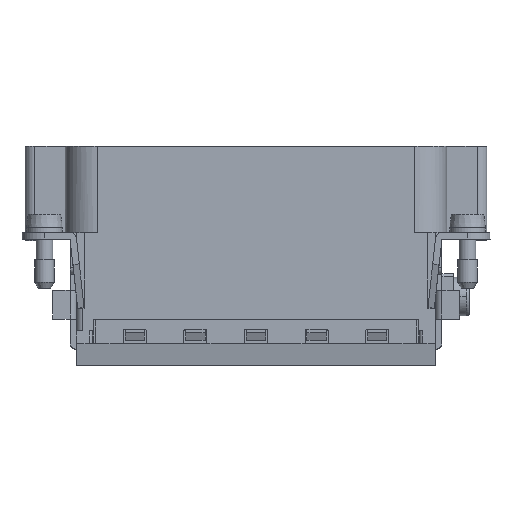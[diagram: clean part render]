
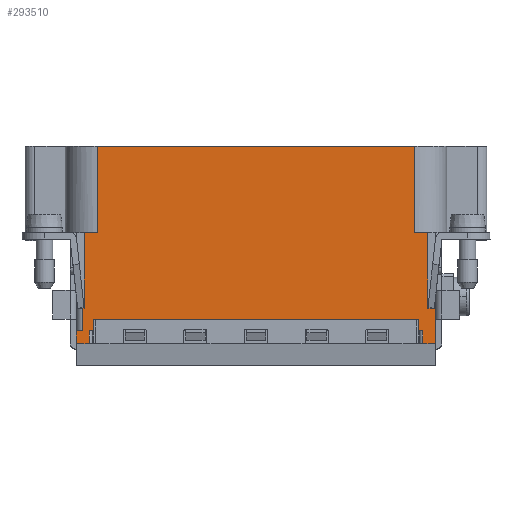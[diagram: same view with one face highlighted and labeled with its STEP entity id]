
A CAD part, front view. The second image highlights one B-rep face of the part: STEP entity #293510.
In plain terms, the highlighted face is planar.
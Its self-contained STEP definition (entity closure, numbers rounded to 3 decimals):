
#181900=CARTESIAN_POINT('',(62.446,65.084,
2.2));
#181910=VERTEX_POINT('',#181900);
#182140=CARTESIAN_POINT('',(62.446,65.084,
-9.6));
#182150=VERTEX_POINT('',#182140);
#182180=CARTESIAN_POINT('',(62.446,65.084,0.));
#182190=DIRECTION('',(0.,0.,-1.));
#182200=VECTOR('',#182190,1.);
#182210=LINE('',#182180,#182200);
#182220=EDGE_CURVE('',#181910,#182150,#182210,.T.);
#186830=CARTESIAN_POINT('',(63.846,65.084,3.9));
#186840=VERTEX_POINT('',#186830);
#186870=CARTESIAN_POINT('',(0.,65.084,3.9));
#186880=DIRECTION('',(-1.,0.,0.));
#186890=VECTOR('',#186880,1.);
#186900=LINE('',#186870,#186890);
#186910=CARTESIAN_POINT('',(114.646,65.084,3.9));
#186920=VERTEX_POINT('',#186910);
#186930=EDGE_CURVE('',#186920,#186840,#186900,.T.);
#188150=CARTESIAN_POINT('',(62.246,65.084,
5.7));
#188160=VERTEX_POINT('',#188150);
#188320=CARTESIAN_POINT('',(62.246,65.084,
2.2));
#188330=VERTEX_POINT('',#188320);
#188360=CARTESIAN_POINT('',(62.246,65.084,0.));
#188370=DIRECTION('',(0.,0.,-1.));
#188380=VECTOR('',#188370,1.);
#188390=LINE('',#188360,#188380);
#188400=EDGE_CURVE('',#188160,#188330,#188390,.T.);
#194230=CARTESIAN_POINT('',(0.,65.084,2.2));
#194240=DIRECTION('',(1.,0.,0.));
#194250=VECTOR('',#194240,1.);
#194260=LINE('',#194230,#194250);
#194270=EDGE_CURVE('',#188330,#181910,#194260,.T.);
#207680=CARTESIAN_POINT('',(63.846,65.084,
5.7));
#207690=VERTEX_POINT('',#207680);
#207720=CARTESIAN_POINT('',(63.846,65.084,0.));
#207730=DIRECTION('',(0.,0.,1.));
#207740=VECTOR('',#207730,1.);
#207750=LINE('',#207720,#207740);
#207760=EDGE_CURVE('',#186840,#207690,#207750,.T.);
#215610=CARTESIAN_POINT('',(113.996,65.084,-23.1));
#215620=VERTEX_POINT('',#215610);
#215650=CARTESIAN_POINT('',(10.282,65.084,-23.1));
#215660=DIRECTION('',(-1.,0.,0.));
#215670=VECTOR('',#215660,1.);
#215680=LINE('',#215650,#215670);
#215690=CARTESIAN_POINT('',(64.496,65.084,-23.1));
#215700=VERTEX_POINT('',#215690);
#215710=EDGE_CURVE('',#215620,#215700,#215680,.T.);
#292200=CARTESIAN_POINT('',(117.246,65.084,-9.4));
#292210=DIRECTION('',(0.,-1.,0.));
#292220=DIRECTION('',(1.,0.,0.));
#292230=AXIS2_PLACEMENT_3D('',#292200,#292210,#292220);
#292240=PLANE('',#292230);
#292250=ORIENTED_EDGE('',*,*,#194270,.F.);
#292260=ORIENTED_EDGE('',*,*,#182220,.F.);
#292270=CARTESIAN_POINT('',(10.282,65.084,-9.6))
;
#292280=DIRECTION('',(1.,0.,0.));
#292290=VECTOR('',#292280,1.);
#292300=LINE('',#292270,#292290);
#292310=CARTESIAN_POINT('',(64.496,65.084,
-9.6));
#292320=VERTEX_POINT('',#292310);
#292330=EDGE_CURVE('',#182150,#292320,#292300,.T.);
#292340=ORIENTED_EDGE('',*,*,#292330,.F.);
#292350=CARTESIAN_POINT('',(64.496,65.084,11.1));
#292360=DIRECTION('',(0.,0.,-1.));
#292370=VECTOR('',#292360,1.);
#292380=LINE('',#292350,#292370);
#292390=EDGE_CURVE('',#292320,#215700,#292380,.T.);
#292400=ORIENTED_EDGE('',*,*,#292390,.F.);
#292410=ORIENTED_EDGE('',*,*,#215710,.T.);
#292420=CARTESIAN_POINT('',(113.996,65.084,-9.9)
);
#292430=DIRECTION('',(0.,0.,-1.));
#292440=VECTOR('',#292430,1.);
#292450=LINE('',#292420,#292440);
#292460=CARTESIAN_POINT('',(113.996,65.084,-9.6
));
#292470=VERTEX_POINT('',#292460);
#292480=EDGE_CURVE('',#292470,#215620,#292450,.T.);
#292490=ORIENTED_EDGE('',*,*,#292480,.T.);
#292500=CARTESIAN_POINT('',(10.282,65.084,-9.6))
;
#292510=DIRECTION('',(1.,0.,0.));
#292520=VECTOR('',#292510,1.);
#292530=LINE('',#292500,#292520);
#292540=CARTESIAN_POINT('',(116.046,65.084,-9.6)
);
#292550=VERTEX_POINT('',#292540);
#292560=EDGE_CURVE('',#292470,#292550,#292530,.T.);
#292570=ORIENTED_EDGE('',*,*,#292560,.F.);
#292580=CARTESIAN_POINT('',(116.046,65.084,0.));
#292590=DIRECTION('',(0.,0.,-1.));
#292600=VECTOR('',#292590,1.);
#292610=LINE('',#292580,#292600);
#292620=CARTESIAN_POINT('',(116.046,65.084,2.2));
#292630=VERTEX_POINT('',#292620);
#292640=EDGE_CURVE('',#292630,#292550,#292610,.T.);
#292650=ORIENTED_EDGE('',*,*,#292640,.T.);
#292660=CARTESIAN_POINT('',(0.,65.084,2.2));
#292670=DIRECTION('',(-1.,0.,0.));
#292680=VECTOR('',#292670,1.);
#292690=LINE('',#292660,#292680);
#292700=CARTESIAN_POINT('',(117.246,65.084,2.2));
#292710=VERTEX_POINT('',#292700);
#292720=EDGE_CURVE('',#292710,#292630,#292690,.T.);
#292730=ORIENTED_EDGE('',*,*,#292720,.T.);
#292740=CARTESIAN_POINT('',(117.246,65.084,10.5));
#292750=DIRECTION('',(0.,0.,1.));
#292760=VECTOR('',#292750,1.);
#292770=LINE('',#292740,#292760);
#292780=CARTESIAN_POINT('',(117.246,65.084,7.7
));
#292790=VERTEX_POINT('',#292780);
#292800=EDGE_CURVE('',#292710,#292790,#292770,.T.);
#292810=ORIENTED_EDGE('',*,*,#292800,.F.);
#292820=CARTESIAN_POINT('',(101.514,65.084,
7.7));
#292830=DIRECTION('',(-1.,0.,0.));
#292840=VECTOR('',#292830,1.);
#292850=LINE('',#292820,#292840);
#292860=CARTESIAN_POINT('',(115.246,65.084,
7.7));
#292870=VERTEX_POINT('',#292860);
#292880=EDGE_CURVE('',#292790,#292870,#292850,.T.);
#292890=ORIENTED_EDGE('',*,*,#292880,.F.);
#292900=CARTESIAN_POINT('',(115.246,65.084,10.5));
#292910=DIRECTION('',(0.,0.,1.));
#292920=VECTOR('',#292910,1.);
#292930=LINE('',#292900,#292920);
#292940=CARTESIAN_POINT('',(115.246,65.084,
5.7));
#292950=VERTEX_POINT('',#292940);
#292960=EDGE_CURVE('',#292950,#292870,#292930,.T.);
#292970=ORIENTED_EDGE('',*,*,#292960,.T.);
#292980=CARTESIAN_POINT('',(0.,65.084,5.7));
#292990=DIRECTION('',(-1.,0.,0.));
#293000=VECTOR('',#292990,1.);
#293010=LINE('',#292980,#293000);
#293020=CARTESIAN_POINT('',(114.646,65.084,
5.7));
#293030=VERTEX_POINT('',#293020);
#293040=EDGE_CURVE('',#292950,#293030,#293010,.T.);
#293050=ORIENTED_EDGE('',*,*,#293040,.F.);
#293060=CARTESIAN_POINT('',(114.646,65.084,0.));
#293070=DIRECTION('',(0.,0.,1.));
#293080=VECTOR('',#293070,1.);
#293090=LINE('',#293060,#293080);
#293100=EDGE_CURVE('',#186920,#293030,#293090,.T.);
#293110=ORIENTED_EDGE('',*,*,#293100,.T.);
#293120=ORIENTED_EDGE('',*,*,#186930,.F.);
#293130=ORIENTED_EDGE('',*,*,#207760,.F.);
#293140=CARTESIAN_POINT('',(0.,65.084,5.7));
#293150=DIRECTION('',(-1.,0.,0.));
#293160=VECTOR('',#293150,1.);
#293170=LINE('',#293140,#293160);
#293180=CARTESIAN_POINT('',(63.246,65.084,
5.7));
#293190=VERTEX_POINT('',#293180);
#293200=EDGE_CURVE('',#207690,#293190,#293170,.T.);
#293210=ORIENTED_EDGE('',*,*,#293200,.F.);
#293220=CARTESIAN_POINT('',(63.246,65.084,10.5));
#293230=DIRECTION('',(0.,0.,-1.));
#293240=VECTOR('',#293230,1.);
#293250=LINE('',#293220,#293240);
#293260=CARTESIAN_POINT('',(63.246,65.084,
7.7));
#293270=VERTEX_POINT('',#293260);
#293280=EDGE_CURVE('',#293270,#293190,#293250,.T.);
#293290=ORIENTED_EDGE('',*,*,#293280,.T.);
#293300=CARTESIAN_POINT('',(61.246,65.084,
7.7));
#293310=VERTEX_POINT('',#293300);
#293320=EDGE_CURVE('',#293270,#293310,#292850,.T.);
#293330=ORIENTED_EDGE('',*,*,#293320,.F.);
#293340=CARTESIAN_POINT('',(61.246,65.084,10.5));
#293350=DIRECTION('',(0.,0.,-1.));
#293360=VECTOR('',#293350,1.);
#293370=LINE('',#293340,#293360);
#293380=CARTESIAN_POINT('',(61.246,65.084,
5.7));
#293390=VERTEX_POINT('',#293380);
#293400=EDGE_CURVE('',#293310,#293390,#293370,.T.);
#293410=ORIENTED_EDGE('',*,*,#293400,.F.);
#293420=CARTESIAN_POINT('',(101.514,65.084,
5.7));
#293430=DIRECTION('',(1.,0.,0.));
#293440=VECTOR('',#293430,1.);
#293450=LINE('',#293420,#293440);
#293460=EDGE_CURVE('',#293390,#188160,#293450,.T.);
#293470=ORIENTED_EDGE('',*,*,#293460,.F.);
#293480=ORIENTED_EDGE('',*,*,#188400,.F.);
#293490=EDGE_LOOP('',(#293480,#293470,#293410,#293330,#293290,#293210,
#293130,#293120,#293110,#293050,#292970,#292890,#292810,#292730,#292650,
#292570,#292490,#292410,#292400,#292340,#292260,#292250));
#293500=FACE_OUTER_BOUND('',#293490,.T.);
#293510=ADVANCED_FACE('',(#293500),#292240,.F.);
